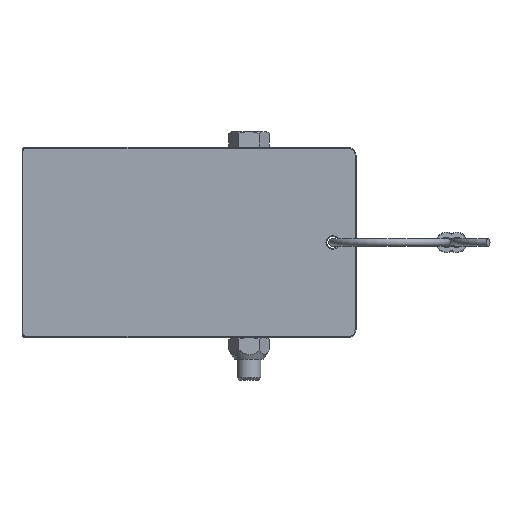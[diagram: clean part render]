
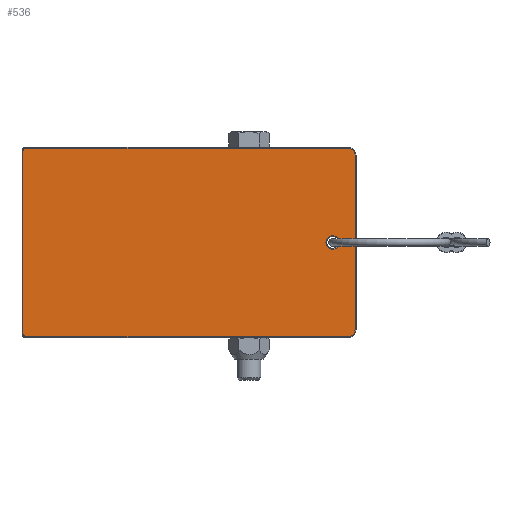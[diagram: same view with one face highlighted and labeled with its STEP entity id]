
A CAD part, left-side view. The second image highlights one B-rep face of the part: STEP entity #536.
In plain terms, the highlighted planar face has unit normal (-1, 0, 0).
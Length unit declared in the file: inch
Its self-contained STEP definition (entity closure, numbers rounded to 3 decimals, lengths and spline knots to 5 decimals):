
#405=CARTESIAN_POINT('',(0.0,0.375,-1.42188));
#406=VERTEX_POINT('',#405);
#407=CARTESIAN_POINT('',(0.0,0.375,-1.53125));
#408=DIRECTION('',(-1.0,0.0,0.0));
#409=DIRECTION('',(0.0,0.0,-1.0));
#410=AXIS2_PLACEMENT_3D('',#407,#408,#409);
#411=CIRCLE('',#410,0.10938);
#412=EDGE_CURVE('',#406,#406,#411,.T.);
#458=CARTESIAN_POINT('',(0.0,2.69626,-1.53125));
#459=DIRECTION('',(1.0,0.0,0.0));
#460=DIRECTION('',(0.0,0.0,-1.0));
#461=AXIS2_PLACEMENT_3D('',#458,#459,#460);
#462=PLANE('',#461);
#463=CARTESIAN_POINT('',(0.0,5.3125,-3.04687));
#464=VERTEX_POINT('',#463);
#465=CARTESIAN_POINT('',(0.0,5.35938,-3.));
#466=VERTEX_POINT('',#465);
#467=CARTESIAN_POINT('',(0.0,5.3125,-3.));
#468=DIRECTION('',(1.0,0.0,0.0));
#469=DIRECTION('',(0.0,0.707,-0.707));
#470=AXIS2_PLACEMENT_3D('',#467,#468,#469);
#471=CIRCLE('',#470,0.04688);
#472=EDGE_CURVE('',#464,#466,#471,.T.);
#473=ORIENTED_EDGE('',*,*,#472,.F.);
#474=CARTESIAN_POINT('',(0.0,0.125,-3.04688));
#475=VERTEX_POINT('',#474);
#476=CARTESIAN_POINT('',(0.0,0.125,-3.04688));
#477=DIRECTION('',(0.0,1.0,0.0));
#478=VECTOR('',#477,5.1875);
#479=LINE('',#476,#478);
#480=EDGE_CURVE('',#475,#464,#479,.T.);
#481=ORIENTED_EDGE('',*,*,#480,.F.);
#482=CARTESIAN_POINT('',(0.0,0.01563,-2.9375));
#483=VERTEX_POINT('',#482);
#484=CARTESIAN_POINT('',(0.0,0.125,-2.9375));
#485=DIRECTION('',(1.0,0.0,0.0));
#486=DIRECTION('',(0.0,-0.707,-0.707));
#487=AXIS2_PLACEMENT_3D('',#484,#485,#486);
#488=CIRCLE('',#487,0.10938);
#489=EDGE_CURVE('',#483,#475,#488,.T.);
#490=ORIENTED_EDGE('',*,*,#489,.F.);
#491=CARTESIAN_POINT('',(0.0,0.01563,-0.125));
#492=VERTEX_POINT('',#491);
#493=CARTESIAN_POINT('',(0.0,0.01563,-0.125));
#494=DIRECTION('',(0.0,0.0,-1.0));
#495=VECTOR('',#494,2.8125);
#496=LINE('',#493,#495);
#497=EDGE_CURVE('',#492,#483,#496,.T.);
#498=ORIENTED_EDGE('',*,*,#497,.F.);
#499=CARTESIAN_POINT('',(0.0,0.125,-0.01563));
#500=VERTEX_POINT('',#499);
#501=CARTESIAN_POINT('',(0.0,0.125,-0.125));
#502=DIRECTION('',(1.,0.0,0.0));
#503=DIRECTION('',(0.0,-0.707,0.707));
#504=AXIS2_PLACEMENT_3D('',#501,#502,#503);
#505=CIRCLE('',#504,0.10938);
#506=EDGE_CURVE('',#500,#492,#505,.T.);
#507=ORIENTED_EDGE('',*,*,#506,.F.);
#508=CARTESIAN_POINT('',(0.0,5.3125,-0.01562));
#509=VERTEX_POINT('',#508);
#510=CARTESIAN_POINT('',(0.0,5.3125,-0.01563));
#511=DIRECTION('',(0.0,-1.0,0.0));
#512=VECTOR('',#511,5.1875);
#513=LINE('',#510,#512);
#514=EDGE_CURVE('',#509,#500,#513,.T.);
#515=ORIENTED_EDGE('',*,*,#514,.F.);
#516=CARTESIAN_POINT('',(0.0,5.35938,-0.0625));
#517=VERTEX_POINT('',#516);
#518=CARTESIAN_POINT('',(0.0,5.3125,-0.0625));
#519=DIRECTION('',(1.0,0.0,0.0));
#520=DIRECTION('',(0.0,0.707,0.707));
#521=AXIS2_PLACEMENT_3D('',#518,#519,#520);
#522=CIRCLE('',#521,0.04688);
#523=EDGE_CURVE('',#517,#509,#522,.T.);
#524=ORIENTED_EDGE('',*,*,#523,.F.);
#525=CARTESIAN_POINT('',(0.0,5.35938,-3.));
#526=DIRECTION('',(0.0,0.0,1.0));
#527=VECTOR('',#526,2.9375);
#528=LINE('',#525,#527);
#529=EDGE_CURVE('',#466,#517,#528,.T.);
#530=ORIENTED_EDGE('',*,*,#529,.F.);
#531=EDGE_LOOP('',(#473,#481,#490,#498,#507,#515,#524,#530));
#532=FACE_OUTER_BOUND('',#531,.T.);
#533=ORIENTED_EDGE('',*,*,#412,.F.);
#534=EDGE_LOOP('',(#533));
#535=FACE_BOUND('',#534,.T.);
#536=ADVANCED_FACE('',(#532,#535),#462,.F.);
